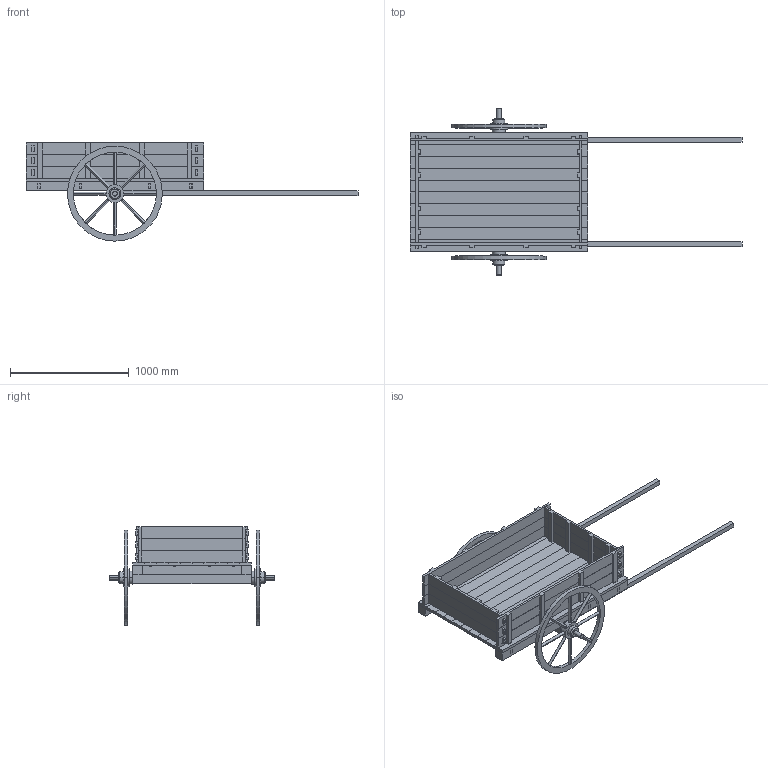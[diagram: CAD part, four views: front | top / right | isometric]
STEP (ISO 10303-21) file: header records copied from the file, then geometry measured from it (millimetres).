
FILE_DESCRIPTION(('CATIA V5 STEP Exchange'),'2;1');
FILE_NAME('Carretto.stp','2019-10-30T09:46:26+00:00',('none'),('none'),'CATIA Version 5 Release 18 GA (IN-10)','CATIA V5 STEP AP214','none');
FILE_SCHEMA(('AUTOMOTIVE_DESIGN { 1 0 10303 214 1 1 1 1 }'));
Length unit declared in the file: millimetre
Products named in the file (13): Product1; Assale; Ruota; Telaio_lati; telaio_traverse; Pianale_Asse_Lato; Pianale_Asse; Pianale_Asse_Buco; Sponda; Sponda.1; Traino; Sponda_asse; Sponda_asse.1
Assembly tree (29 placements, depth 2):
  Product1
    Assale
    Ruota  x2
    Telaio_lati  x2
    telaio_traverse  x4
    Pianale_Asse_Lato  x2
    Pianale_Asse  x4
    Pianale_Asse_Buco  x4
    Sponda  x2
    Sponda.1  x2
    Traino  x2
    Sponda_asse  x2
    Sponda_asse.1  x2
Bounding box: 2800 x 1400 x 828.33 mm (x, y, z)
Volume: 122853896.8 mm3; surface area: 11914365.9 mm2
Topology: 29 solids, 29 shells, 682 faces, 1812 edges, 1164 vertices
Faces by surface type: plane 550, cylinder 128, cone 4
Entity records: 10189 total; most frequent: CARTESIAN_POINT 2114, ORIENTED_EDGE 1736, DIRECTION 1324, EDGE_CURVE 868, VECTOR 714, LINE 714, VERTEX_POINT 554, EDGE_LOOP 390
